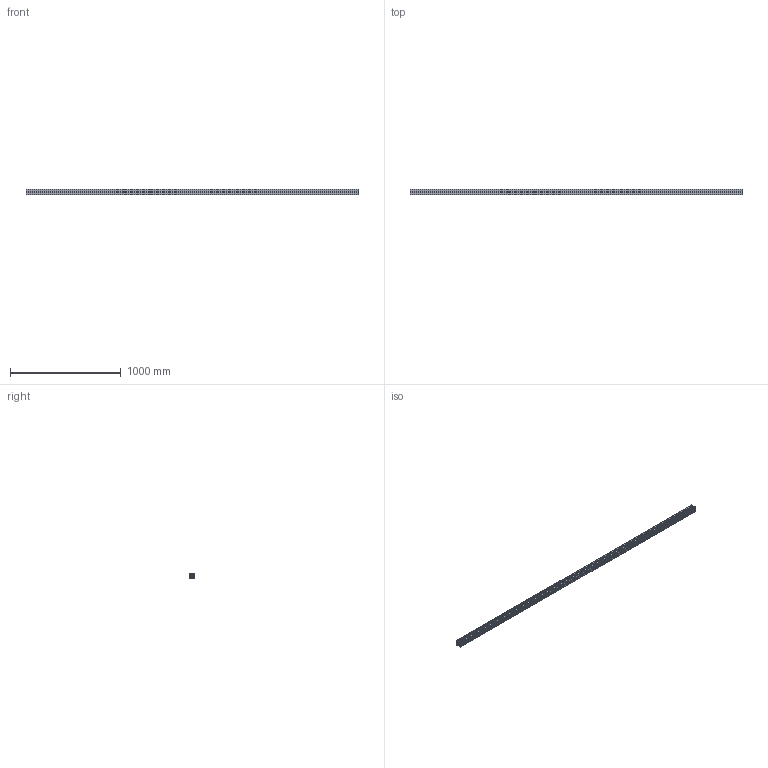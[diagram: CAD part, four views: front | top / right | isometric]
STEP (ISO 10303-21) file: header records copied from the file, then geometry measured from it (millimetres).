
FILE_DESCRIPTION (( 'STEP AP214' ), '1' );
FILE_NAME ('201045 Profil 50x50L Nut 10.STEP', '2019-01-29T10:19:30', ( '' ), ( '' ), 'SwSTEP 2.0', 'SolidWorks 2017', '' );
FILE_SCHEMA (( 'AUTOMOTIVE_DESIGN' ));
Length unit declared in the file: millimetre
Products named in the file (1): 201045 Profil 50x50L Nut 10
Bounding box: 3000 x 50.01 x 50 mm (x, y, z)
Volume: 2803581.1 mm3; surface area: 2173480.8 mm2
Topology: 1 solids, 1 shells, 188 faces, 558 edges, 372 vertices
Faces by surface type: plane 135, cylinder 53
Entity records: 6322 total; most frequent: CARTESIAN_POINT 1119, ORIENTED_EDGE 1116, DIRECTION 1042, EDGE_CURVE 558, VECTOR 452, LINE 452, VERTEX_POINT 372, AXIS2_PLACEMENT_3D 295
